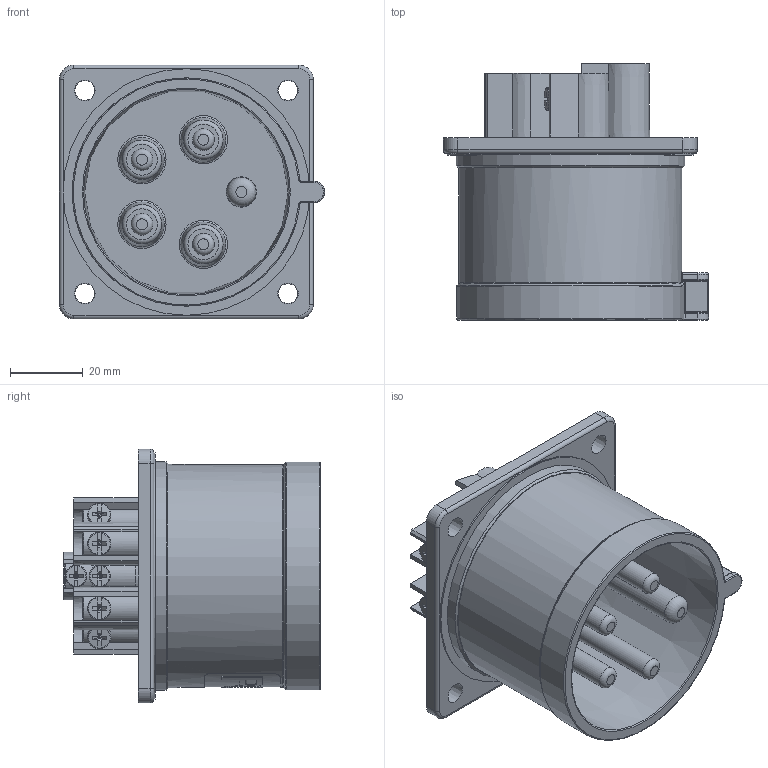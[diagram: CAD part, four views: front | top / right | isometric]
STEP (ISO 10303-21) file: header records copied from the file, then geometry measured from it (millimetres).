
FILE_DESCRIPTION (( 'STEP AP203' ), '1' );
FILE_NAME ('625-6.STEP', '2017-12-20T12:36:48', ( '' ), ( '' ), 'SwSTEP 2.0', 'SolidWorks 2016', '' );
FILE_SCHEMA (( 'CONFIG_CONTROL_DESIGN' ));
Length unit declared in the file: millimetre
Products named in the file (1): 625-6
Bounding box: 73.1 x 70.7 x 70 mm (x, y, z)
Volume: 61753.1 mm3; surface area: 45814.4 mm2
Topology: 1 solids, 1 shells, 708 faces, 1702 edges, 1067 vertices
Faces by surface type: plane 344, cylinder 145, bspline 98, cone 68, torus 47, sphere 6
Full cylindrical faces by diameter (mm): 3.4 x4, 3.5 x4, 3.9 x8, 4 x8, 4.7 x5, 6 x4, 8 x1, 8.5 x4, 10 x1, 61.546 x1, 63 x1, 68 x1
Entity records: 27311 total; most frequent: CARTESIAN_POINT 12453, ORIENTED_EDGE 3088, DIRECTION 2730, EDGE_CURVE 1544, AXIS2_PLACEMENT_3D 1029, VERTEX_POINT 1012, EDGE_LOOP 890, FACE_OUTER_BOUND 765
